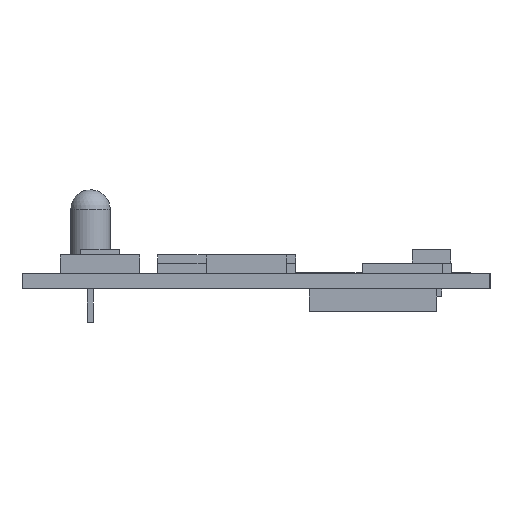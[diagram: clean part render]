
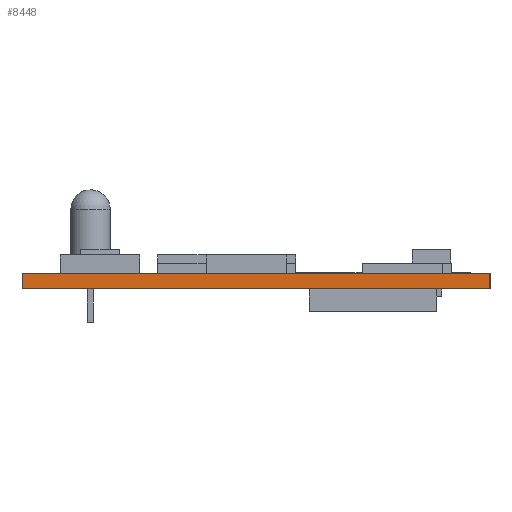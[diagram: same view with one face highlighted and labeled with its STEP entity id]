
A CAD part, left-side view. The second image highlights one B-rep face of the part: STEP entity #8448.
In plain terms, the highlighted planar face has unit normal (-1, 0, 0).
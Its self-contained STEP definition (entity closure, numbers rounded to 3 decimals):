
#761=PLANE('',#9549);
#1128=FACE_OUTER_BOUND('',#1503,.T.);
#1503=EDGE_LOOP('',(#6616,#6617,#6618,#6619));
#2473=LINE('',#13978,#2907);
#2481=LINE('',#13993,#2915);
#2482=LINE('',#13995,#2916);
#2483=LINE('',#13996,#2917);
#2907=VECTOR('',#11768,10.);
#2915=VECTOR('',#11780,10.);
#2916=VECTOR('',#11783,10.);
#2917=VECTOR('',#11784,10.);
#4255=VERTEX_POINT('',#13975);
#4256=VERTEX_POINT('',#13977);
#4260=VERTEX_POINT('',#13989);
#4261=VERTEX_POINT('',#13991);
#5257=EDGE_CURVE('',#4255,#4256,#2473,.T.);
#5265=EDGE_CURVE('',#4260,#4261,#2481,.T.);
#5266=EDGE_CURVE('',#4255,#4260,#2482,.T.);
#5267=EDGE_CURVE('',#4256,#4261,#2483,.T.);
#6616=ORIENTED_EDGE('',*,*,#5266,.T.);
#6617=ORIENTED_EDGE('',*,*,#5265,.T.);
#6618=ORIENTED_EDGE('',*,*,#5267,.F.);
#6619=ORIENTED_EDGE('',*,*,#5257,.F.);
#8448=ADVANCED_FACE('',(#1128),#761,.T.);
#9549=AXIS2_PLACEMENT_3D('',#13994,#11781,#11782);
#11768=DIRECTION('',(0.,0.,1.));
#11780=DIRECTION('',(0.,0.,1.));
#11781=DIRECTION('center_axis',(-1.,0.,0.));
#11782=DIRECTION('ref_axis',(0.,-1.,0.));
#11783=DIRECTION('',(0.,-1.,0.));
#11784=DIRECTION('',(0.,-1.,0.));
#13975=CARTESIAN_POINT('',(0.,48.,0.));
#13977=CARTESIAN_POINT('',(0.,48.,1.57));
#13978=CARTESIAN_POINT('',(0.,48.,0.));
#13989=CARTESIAN_POINT('',(0.,0.,0.));
#13991=CARTESIAN_POINT('',(0.,0.,1.57));
#13993=CARTESIAN_POINT('',(0.,0.,0.));
#13994=CARTESIAN_POINT('Origin',(0.,48.,0.));
#13995=CARTESIAN_POINT('',(0.,48.,0.));
#13996=CARTESIAN_POINT('',(0.,48.,1.57));
